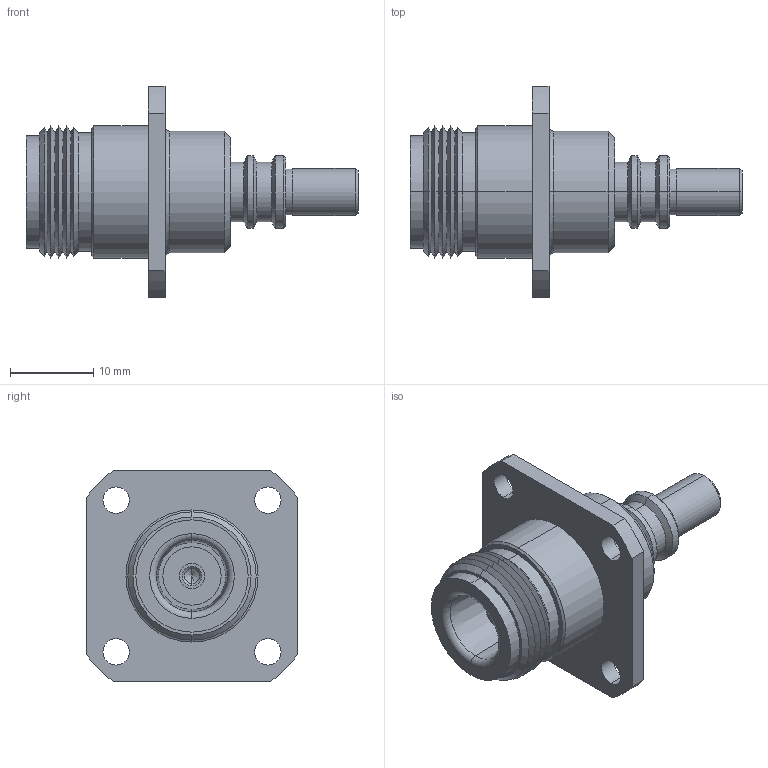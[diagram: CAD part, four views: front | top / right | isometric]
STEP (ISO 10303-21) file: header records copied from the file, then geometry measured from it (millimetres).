
FILE_DESCRIPTION (( 'STEP AP214' ), '1' );
FILE_NAME ('0404-38-1.STEP', '2021-02-19T13:20:04', ( '' ), ( '' ), 'SwSTEP 2.0', 'SolidWorks 2020', '' );
FILE_SCHEMA (( 'AUTOMOTIVE_DESIGN' ));
Length unit declared in the file: inch
Products named in the file (1): 0404-38-1
Bounding box: 39.9 x 25.4 x 25.4 mm (x, y, z)
Volume: 4918 mm3; surface area: 3783.3 mm2
Topology: 1 solids, 1 shells, 121 faces, 258 edges, 152 vertices
Faces by surface type: cylinder 48, cone 46, plane 21, torus 6
Entity records: 3296 total; most frequent: DIRECTION 646, CARTESIAN_POINT 528, ORIENTED_EDGE 508, AXIS2_PLACEMENT_3D 270, EDGE_CURVE 254, VERTEX_POINT 152, CIRCLE 148, EDGE_LOOP 146
